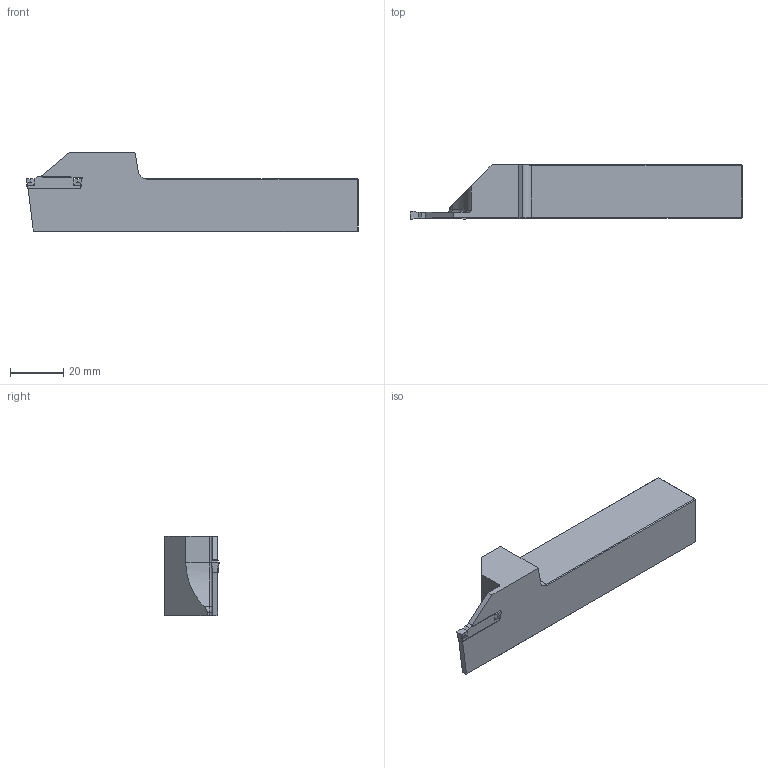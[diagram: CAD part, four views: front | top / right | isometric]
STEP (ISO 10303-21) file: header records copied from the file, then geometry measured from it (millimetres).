
FILE_DESCRIPTION(/* description */ (''),/* implementation_level */ '2;1');
FILE_NAME(/* name */ 'ADKT-SGC-R-2020-3-R22.stp',/* time_stamp */ '2023-10-28T20:15:53+03:00',/* author */ (''),/* organization */ (''),/* preprocessor_version */ 'ST-DEVELOPER v19.4',/* originating_system */ 'SIEMENS PLM Software NX2306.3001',/* authorisation */ '');
FILE_SCHEMA (('AUTOMOTIVE_DESIGN { 1 0 10303 214 3 1 1 1 }'));
Length unit declared in the file: millimetre
Products named in the file (1): ADKT-SGC-R-2020-3-R22-light
Bounding box: 125 x 20.45 x 30 mm (x, y, z)
Volume: 45298.2 mm3; surface area: 10795 mm2
Topology: 2 solids, 2 shells, 76 faces, 197 edges, 125 vertices
Faces by surface type: plane 48, cylinder 22, bspline 4, torus 2
Entity records: 2706 total; most frequent: CARTESIAN_POINT 539, ORIENTED_EDGE 394, DIRECTION 392, EDGE_CURVE 197, AXIS2_PLACEMENT_3D 134, VERTEX_POINT 125, LINE 124, VECTOR 124
